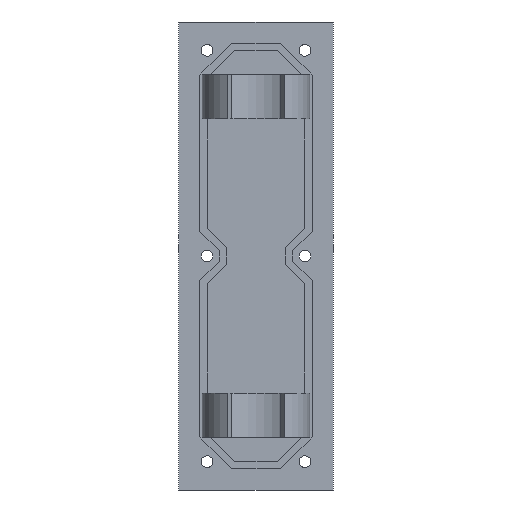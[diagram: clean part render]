
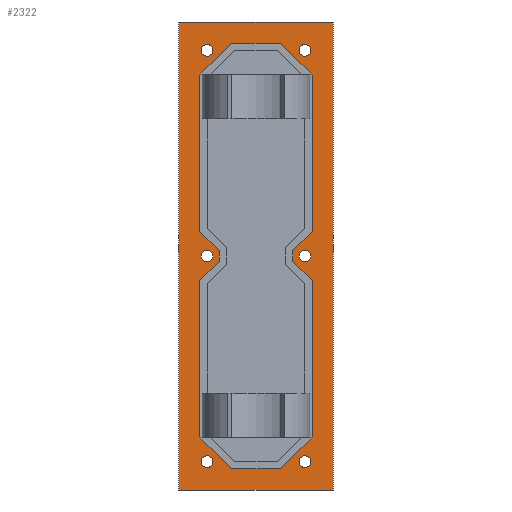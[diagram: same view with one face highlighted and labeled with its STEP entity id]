
A CAD part, front view. The second image highlights one B-rep face of the part: STEP entity #2322.
In plain terms, the highlighted planar face has unit normal (0, -1, 0).
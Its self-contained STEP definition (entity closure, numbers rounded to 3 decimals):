
#42=FACE_BOUND('',#478,.T.);
#43=FACE_BOUND('',#479,.T.);
#44=FACE_BOUND('',#480,.T.);
#45=FACE_BOUND('',#481,.T.);
#46=FACE_BOUND('',#482,.T.);
#47=FACE_BOUND('',#483,.T.);
#48=FACE_BOUND('',#484,.T.);
#206=CIRCLE('',#2411,1.2);
#208=CIRCLE('',#2415,1.2);
#210=CIRCLE('',#2419,1.2);
#212=CIRCLE('',#2423,1.2);
#214=CIRCLE('',#2427,1.2);
#216=CIRCLE('',#2431,1.2);
#340=FACE_OUTER_BOUND('',#477,.T.);
#477=EDGE_LOOP('',(#2109,#2110,#2111,#2112));
#478=EDGE_LOOP('',(#2113));
#479=EDGE_LOOP('',(#2114));
#480=EDGE_LOOP('',(#2115));
#481=EDGE_LOOP('',(#2116));
#482=EDGE_LOOP('',(#2117));
#483=EDGE_LOOP('',(#2118));
#484=EDGE_LOOP('',(#2119,#2120,#2121,#2122,#2123,#2124,#2125,#2126,#2127,
#2128,#2129,#2130,#2131,#2132,#2133,#2134));
#563=LINE('',#3103,#781);
#566=LINE('',#3109,#784);
#569=LINE('',#3115,#787);
#572=LINE('',#3119,#790);
#655=LINE('',#4044,#873);
#659=LINE('',#4052,#877);
#662=LINE('',#4058,#880);
#665=LINE('',#4064,#883);
#668=LINE('',#4070,#886);
#671=LINE('',#4076,#889);
#674=LINE('',#4082,#892);
#677=LINE('',#4088,#895);
#680=LINE('',#4094,#898);
#683=LINE('',#4100,#901);
#686=LINE('',#4106,#904);
#689=LINE('',#4112,#907);
#692=LINE('',#4118,#910);
#695=LINE('',#4124,#913);
#698=LINE('',#4130,#916);
#701=LINE('',#4135,#919);
#781=VECTOR('',#2624,10.);
#784=VECTOR('',#2629,10.);
#787=VECTOR('',#2634,10.);
#790=VECTOR('',#2639,10.);
#873=VECTOR('',#2830,10.);
#877=VECTOR('',#2836,10.);
#880=VECTOR('',#2841,10.);
#883=VECTOR('',#2846,10.);
#886=VECTOR('',#2851,10.);
#889=VECTOR('',#2856,10.);
#892=VECTOR('',#2861,10.);
#895=VECTOR('',#2866,10.);
#898=VECTOR('',#2871,10.);
#901=VECTOR('',#2876,10.);
#904=VECTOR('',#2881,10.);
#907=VECTOR('',#2886,10.);
#910=VECTOR('',#2891,10.);
#913=VECTOR('',#2896,10.);
#916=VECTOR('',#2901,10.);
#919=VECTOR('',#2906,10.);
#987=VERTEX_POINT('',#3100);
#988=VERTEX_POINT('',#3102);
#990=VERTEX_POINT('',#3108);
#992=VERTEX_POINT('',#3114);
#1088=VERTEX_POINT('',#3958);
#1090=VERTEX_POINT('',#3966);
#1092=VERTEX_POINT('',#3974);
#1094=VERTEX_POINT('',#3982);
#1096=VERTEX_POINT('',#3990);
#1098=VERTEX_POINT('',#3998);
#1107=VERTEX_POINT('',#4042);
#1108=VERTEX_POINT('',#4043);
#1111=VERTEX_POINT('',#4051);
#1113=VERTEX_POINT('',#4057);
#1115=VERTEX_POINT('',#4063);
#1117=VERTEX_POINT('',#4069);
#1119=VERTEX_POINT('',#4075);
#1121=VERTEX_POINT('',#4081);
#1123=VERTEX_POINT('',#4087);
#1125=VERTEX_POINT('',#4093);
#1127=VERTEX_POINT('',#4099);
#1129=VERTEX_POINT('',#4105);
#1131=VERTEX_POINT('',#4111);
#1133=VERTEX_POINT('',#4117);
#1135=VERTEX_POINT('',#4123);
#1137=VERTEX_POINT('',#4129);
#1229=EDGE_CURVE('',#988,#987,#563,.T.);
#1232=EDGE_CURVE('',#990,#988,#566,.T.);
#1235=EDGE_CURVE('',#992,#990,#569,.T.);
#1238=EDGE_CURVE('',#987,#992,#572,.T.);
#1382=EDGE_CURVE('',#1088,#1088,#206,.T.);
#1386=EDGE_CURVE('',#1090,#1090,#208,.T.);
#1390=EDGE_CURVE('',#1092,#1092,#210,.T.);
#1394=EDGE_CURVE('',#1094,#1094,#212,.T.);
#1398=EDGE_CURVE('',#1096,#1096,#214,.T.);
#1402=EDGE_CURVE('',#1098,#1098,#216,.T.);
#1423=EDGE_CURVE('',#1107,#1108,#655,.T.);
#1427=EDGE_CURVE('',#1108,#1111,#659,.T.);
#1430=EDGE_CURVE('',#1111,#1113,#662,.T.);
#1433=EDGE_CURVE('',#1113,#1115,#665,.T.);
#1436=EDGE_CURVE('',#1115,#1117,#668,.T.);
#1439=EDGE_CURVE('',#1117,#1119,#671,.T.);
#1442=EDGE_CURVE('',#1119,#1121,#674,.T.);
#1445=EDGE_CURVE('',#1121,#1123,#677,.T.);
#1448=EDGE_CURVE('',#1123,#1125,#680,.T.);
#1451=EDGE_CURVE('',#1125,#1127,#683,.T.);
#1454=EDGE_CURVE('',#1127,#1129,#686,.T.);
#1457=EDGE_CURVE('',#1129,#1131,#689,.T.);
#1460=EDGE_CURVE('',#1131,#1133,#692,.T.);
#1463=EDGE_CURVE('',#1133,#1135,#695,.T.);
#1466=EDGE_CURVE('',#1135,#1137,#698,.T.);
#1469=EDGE_CURVE('',#1137,#1107,#701,.T.);
#2109=ORIENTED_EDGE('',*,*,#1235,.T.);
#2110=ORIENTED_EDGE('',*,*,#1232,.T.);
#2111=ORIENTED_EDGE('',*,*,#1229,.T.);
#2112=ORIENTED_EDGE('',*,*,#1238,.T.);
#2113=ORIENTED_EDGE('',*,*,#1382,.T.);
#2114=ORIENTED_EDGE('',*,*,#1386,.T.);
#2115=ORIENTED_EDGE('',*,*,#1390,.T.);
#2116=ORIENTED_EDGE('',*,*,#1394,.T.);
#2117=ORIENTED_EDGE('',*,*,#1398,.T.);
#2118=ORIENTED_EDGE('',*,*,#1402,.T.);
#2119=ORIENTED_EDGE('',*,*,#1423,.T.);
#2120=ORIENTED_EDGE('',*,*,#1427,.T.);
#2121=ORIENTED_EDGE('',*,*,#1430,.T.);
#2122=ORIENTED_EDGE('',*,*,#1433,.T.);
#2123=ORIENTED_EDGE('',*,*,#1436,.T.);
#2124=ORIENTED_EDGE('',*,*,#1439,.T.);
#2125=ORIENTED_EDGE('',*,*,#1442,.T.);
#2126=ORIENTED_EDGE('',*,*,#1445,.T.);
#2127=ORIENTED_EDGE('',*,*,#1448,.T.);
#2128=ORIENTED_EDGE('',*,*,#1451,.T.);
#2129=ORIENTED_EDGE('',*,*,#1454,.T.);
#2130=ORIENTED_EDGE('',*,*,#1457,.T.);
#2131=ORIENTED_EDGE('',*,*,#1460,.T.);
#2132=ORIENTED_EDGE('',*,*,#1463,.T.);
#2133=ORIENTED_EDGE('',*,*,#1466,.T.);
#2134=ORIENTED_EDGE('',*,*,#1469,.T.);
#2198=PLANE('',#2461);
#2322=ADVANCED_FACE('',(#340,#42,#43,#44,#45,#46,#47,#48),#2198,.F.);
#2411=AXIS2_PLACEMENT_3D('',#3960,#2732,#2733);
#2415=AXIS2_PLACEMENT_3D('',#3968,#2742,#2743);
#2419=AXIS2_PLACEMENT_3D('',#3976,#2752,#2753);
#2423=AXIS2_PLACEMENT_3D('',#3984,#2762,#2763);
#2427=AXIS2_PLACEMENT_3D('',#3992,#2772,#2773);
#2431=AXIS2_PLACEMENT_3D('',#4000,#2782,#2783);
#2461=AXIS2_PLACEMENT_3D('',#4138,#2910,#2911);
#2624=DIRECTION('',(0.,0.,1.));
#2629=DIRECTION('',(1.,0.,0.));
#2634=DIRECTION('',(0.,0.,-1.));
#2639=DIRECTION('',(-1.,0.,0.));
#2732=DIRECTION('center_axis',(0.,1.,0.));
#2733=DIRECTION('ref_axis',(0.,0.,1.));
#2742=DIRECTION('center_axis',(0.,1.,0.));
#2743=DIRECTION('ref_axis',(0.,0.,1.));
#2752=DIRECTION('center_axis',(0.,1.,0.));
#2753=DIRECTION('ref_axis',(0.,0.,1.));
#2762=DIRECTION('center_axis',(0.,1.,0.));
#2763=DIRECTION('ref_axis',(0.,0.,1.));
#2772=DIRECTION('center_axis',(0.,1.,0.));
#2773=DIRECTION('ref_axis',(0.,0.,1.));
#2782=DIRECTION('center_axis',(0.,1.,0.));
#2783=DIRECTION('ref_axis',(0.,0.,1.));
#2830=DIRECTION('',(-1.,0.,0.));
#2836=DIRECTION('',(-0.707,0.,0.707));
#2841=DIRECTION('',(0.,0.,1.));
#2846=DIRECTION('',(0.707,0.,0.707));
#2851=DIRECTION('',(0.,0.,1.));
#2856=DIRECTION('',(-0.707,0.,0.707));
#2861=DIRECTION('',(0.,0.,1.));
#2866=DIRECTION('',(0.707,0.,0.707));
#2871=DIRECTION('',(1.,0.,0.));
#2876=DIRECTION('',(0.707,0.,-0.707));
#2881=DIRECTION('',(0.,0.,-1.));
#2886=DIRECTION('',(-0.707,0.,-0.707));
#2891=DIRECTION('',(0.,0.,-1.));
#2896=DIRECTION('',(0.707,0.,-0.707));
#2901=DIRECTION('',(0.,0.,-1.));
#2906=DIRECTION('',(-0.707,0.,-0.707));
#2910=DIRECTION('center_axis',(0.,1.,0.));
#2911=DIRECTION('ref_axis',(1.,0.,0.));
#3100=CARTESIAN_POINT('',(15.8,0.,47.8));
#3102=CARTESIAN_POINT('',(15.8,0.,-47.8));
#3103=CARTESIAN_POINT('',(15.8,0.,-23.9));
#3108=CARTESIAN_POINT('',(-15.8,0.,-47.8));
#3109=CARTESIAN_POINT('',(-7.9,0.,-47.8));
#3114=CARTESIAN_POINT('',(-15.8,0.,47.8));
#3115=CARTESIAN_POINT('',(-15.8,0.,23.9));
#3119=CARTESIAN_POINT('',(7.9,0.,47.8));
#3958=CARTESIAN_POINT('',(-10.,0.,-43.2));
#3960=CARTESIAN_POINT('Origin',(-10.,0.,-42.));
#3966=CARTESIAN_POINT('',(-10.,0.,-1.2));
#3968=CARTESIAN_POINT('Origin',(-10.,0.,0.));
#3974=CARTESIAN_POINT('',(-10.,0.,40.8));
#3976=CARTESIAN_POINT('Origin',(-10.,0.,42.));
#3982=CARTESIAN_POINT('',(10.,0.,40.8));
#3984=CARTESIAN_POINT('Origin',(10.,0.,42.));
#3990=CARTESIAN_POINT('',(10.,0.,-1.2));
#3992=CARTESIAN_POINT('Origin',(10.,0.,0.));
#3998=CARTESIAN_POINT('',(10.,0.,-43.2));
#4000=CARTESIAN_POINT('Origin',(10.,0.,-42.));
#4042=CARTESIAN_POINT('',(4.964,0.,-43.5));
#4043=CARTESIAN_POINT('',(-4.964,0.,-43.5));
#4044=CARTESIAN_POINT('',(-2.482,0.,-43.5));
#4051=CARTESIAN_POINT('',(-11.5,0.,-36.964));
#4052=CARTESIAN_POINT('',(-17.866,0.,-30.598));
#4057=CARTESIAN_POINT('',(-11.5,0.,-5.036));
#4058=CARTESIAN_POINT('',(-11.5,0.,-2.518));
#4063=CARTESIAN_POINT('',(-7.5,0.,-1.036));
#4064=CARTESIAN_POINT('',(-5.366,0.,1.098));
#4069=CARTESIAN_POINT('',(-7.5,0.,1.036));
#4070=CARTESIAN_POINT('',(-7.5,0.,0.518));
#4075=CARTESIAN_POINT('',(-11.5,0.,5.036));
#4076=CARTESIAN_POINT('',(-7.366,0.,0.902));
#4081=CARTESIAN_POINT('',(-11.5,0.,36.964));
#4082=CARTESIAN_POINT('',(-11.5,0.,18.482));
#4087=CARTESIAN_POINT('',(-4.964,0.,43.5));
#4088=CARTESIAN_POINT('',(-14.598,0.,33.866));
#4093=CARTESIAN_POINT('',(4.964,0.,43.5));
#4094=CARTESIAN_POINT('',(2.482,0.,43.5));
#4099=CARTESIAN_POINT('',(11.5,0.,36.964));
#4100=CARTESIAN_POINT('',(17.866,0.,30.598));
#4105=CARTESIAN_POINT('',(11.5,0.,5.036));
#4106=CARTESIAN_POINT('',(11.5,0.,2.518));
#4111=CARTESIAN_POINT('',(7.5,0.,1.036));
#4112=CARTESIAN_POINT('',(5.366,0.,-1.098));
#4117=CARTESIAN_POINT('',(7.5,0.,-1.036));
#4118=CARTESIAN_POINT('',(7.5,0.,-0.518));
#4123=CARTESIAN_POINT('',(11.5,0.,-5.036));
#4124=CARTESIAN_POINT('',(7.366,0.,-0.902));
#4129=CARTESIAN_POINT('',(11.5,0.,-36.964));
#4130=CARTESIAN_POINT('',(11.5,0.,-18.482));
#4135=CARTESIAN_POINT('',(14.598,0.,-33.866));
#4138=CARTESIAN_POINT('Origin',(0.,0.,0.));
